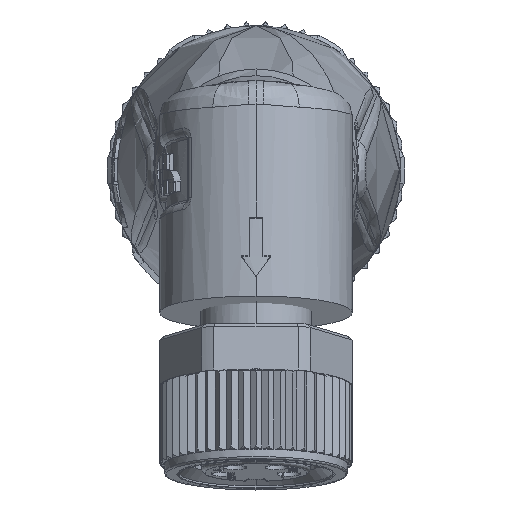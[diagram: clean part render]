
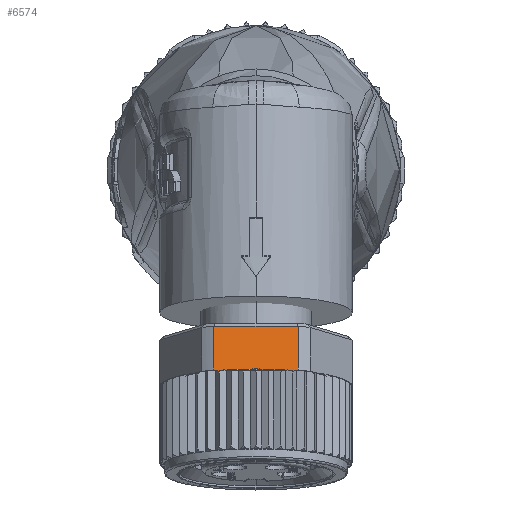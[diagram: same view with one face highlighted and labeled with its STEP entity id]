
A CAD part, front view. The second image highlights one B-rep face of the part: STEP entity #6574.
In plain terms, the highlighted planar face has unit normal (0, -0.985, 0.174).
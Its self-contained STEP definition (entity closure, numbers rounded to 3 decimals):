
#6574=ADVANCED_FACE('',(#14642),#14643,.F.);
#7432=EDGE_CURVE('',#15689,#15718,#15926,.T.);
#7440=EDGE_CURVE('',#15934,#15689,#15937,.T.);
#7448=EDGE_CURVE('',#15718,#15946,#15947,.T.);
#7988=EDGE_CURVE('',#15934,#16646,#16650,.T.);
#7996=EDGE_CURVE('',#16661,#16658,#16662,.T.);
#8000=EDGE_CURVE('',#16666,#16658,#16667,.T.);
#8004=EDGE_CURVE('',#16666,#16671,#16672,.T.);
#8032=EDGE_CURVE('',#16711,#16671,#16712,.T.);
#8060=EDGE_CURVE('',#16661,#16646,#16747,.T.);
#8062=EDGE_CURVE('',#16749,#16711,#16750,.T.);
#8064=EDGE_CURVE('',#16752,#16749,#16753,.T.);
#8066=EDGE_CURVE('',#16752,#16755,#16756,.T.);
#8068=EDGE_CURVE('',#16755,#16758,#16759,.T.);
#8070=EDGE_CURVE('',#15946,#16758,#16761,.T.);
#14642=FACE_OUTER_BOUND('',#66826,.T.);
#14643=PLANE('',#66827);
#15689=VERTEX_POINT('',#69004);
#15718=VERTEX_POINT('',#69063);
#15926=LINE('',#69504,#69505);
#15934=VERTEX_POINT('',#69517);
#15937=LINE('',#69521,#69522);
#15946=VERTEX_POINT('',#69537);
#15947=LINE('',#69538,#69539);
#16646=VERTEX_POINT('',#71367);
#16650=LINE('',#71373,#71374);
#16658=VERTEX_POINT('',#71395);
#16661=VERTEX_POINT('',#71399);
#16662=B_SPLINE_CURVE_WITH_KNOTS('',3,(#71400,#71401,#71402,#71403,#71404,#71405,#71406,#71407),.UNSPECIFIED.,.F.,.F.,(4,1,1,1,1,4),(0.0,0.2,0.4,0.6,0.8,1.0),.UNSPECIFIED.);
#16666=VERTEX_POINT('',#71420);
#16667=LINE('',#71421,#71422);
#16671=VERTEX_POINT('',#71429);
#16672=LINE('',#71430,#71431);
#16711=VERTEX_POINT('',#71552);
#16712=LINE('',#71553,#71554);
#16747=LINE('',#71631,#71632);
#16749=VERTEX_POINT('',#71635);
#16750=LINE('',#71636,#71637);
#16752=VERTEX_POINT('',#71640);
#16753=LINE('',#71641,#71642);
#16755=VERTEX_POINT('',#71645);
#16756=B_SPLINE_CURVE_WITH_KNOTS('',3,(#71646,#71647,#71648,#71649,#71650,#71651,#71652,#71653),.UNSPECIFIED.,.F.,.F.,(4,1,1,1,1,4),(0.0,0.2,0.4,0.6,0.8,1.0),.UNSPECIFIED.);
#16758=VERTEX_POINT('',#71656);
#16759=LINE('',#71657,#71658);
#16761=LINE('',#71661,#71662);
#66826=EDGE_LOOP('',(#98690,#98691,#98692,#98693,#98694,#98695,#98696,#98697,#98698,#98699,#98700,#98701,#98702,#98703));
#66827=AXIS2_PLACEMENT_3D('',#98704,#98705,#98706);
#69004=CARTESIAN_POINT('',(-2.179,-5.994,-8.086));
#69063=CARTESIAN_POINT('',(2.179,-5.994,-8.086));
#69504=CARTESIAN_POINT('',(-2.179,-5.994,-8.086));
#69505=VECTOR('',#101484,4.359);
#69517=CARTESIAN_POINT('',(-2.179,-6.393,-10.351));
#69521=CARTESIAN_POINT('',(-2.179,-6.393,-10.351));
#69522=VECTOR('',#101492,2.3);
#69537=CARTESIAN_POINT('',(2.179,-6.393,-10.351));
#69538=CARTESIAN_POINT('',(2.179,-5.994,-8.086));
#69539=VECTOR('',#101498,2.3);
#71367=CARTESIAN_POINT('',(-1.976,-6.393,-10.351));
#71373=CARTESIAN_POINT('',(-2.179,-6.393,-10.351));
#71374=VECTOR('',#101805,0.204);
#71395=CARTESIAN_POINT('',(-1.67,-6.393,-10.351));
#71399=CARTESIAN_POINT('',(-1.976,-6.4,-10.386));
#71400=CARTESIAN_POINT('',(-1.976,-6.4,-10.386));
#71401=CARTESIAN_POINT('',(-1.96,-6.399,-10.382));
#71402=CARTESIAN_POINT('',(-1.926,-6.398,-10.374));
#71403=CARTESIAN_POINT('',(-1.871,-6.396,-10.364));
#71404=CARTESIAN_POINT('',(-1.81,-6.395,-10.357));
#71405=CARTESIAN_POINT('',(-1.744,-6.394,-10.352));
#71406=CARTESIAN_POINT('',(-1.695,-6.393,-10.351));
#71407=CARTESIAN_POINT('',(-1.67,-6.393,-10.351));
#71420=CARTESIAN_POINT('',(-1.533,-6.393,-10.351));
#71421=CARTESIAN_POINT('',(-1.533,-6.393,-10.351));
#71422=VECTOR('',#101810,0.137);
#71429=CARTESIAN_POINT('',(-1.525,-6.393,-10.351));
#71430=CARTESIAN_POINT('',(-1.533,-6.393,-10.351));
#71431=VECTOR('',#101812,0.008);
#71552=CARTESIAN_POINT('',(1.525,-6.393,-10.351));
#71553=CARTESIAN_POINT('',(1.525,-6.393,-10.351));
#71554=VECTOR('',#101827,3.051);
#71631=CARTESIAN_POINT('',(-1.976,-6.4,-10.386));
#71632=VECTOR('',#101841,0.036);
#71635=CARTESIAN_POINT('',(1.533,-6.393,-10.351));
#71636=CARTESIAN_POINT('',(1.533,-6.393,-10.351));
#71637=VECTOR('',#101842,0.008);
#71640=CARTESIAN_POINT('',(1.67,-6.393,-10.351));
#71641=CARTESIAN_POINT('',(1.67,-6.393,-10.351));
#71642=VECTOR('',#101843,0.137);
#71645=CARTESIAN_POINT('',(1.976,-6.4,-10.386));
#71646=CARTESIAN_POINT('',(1.67,-6.393,-10.351));
#71647=CARTESIAN_POINT('',(1.695,-6.393,-10.351));
#71648=CARTESIAN_POINT('',(1.744,-6.394,-10.352));
#71649=CARTESIAN_POINT('',(1.81,-6.395,-10.357));
#71650=CARTESIAN_POINT('',(1.871,-6.396,-10.364));
#71651=CARTESIAN_POINT('',(1.926,-6.398,-10.374));
#71652=CARTESIAN_POINT('',(1.96,-6.399,-10.382));
#71653=CARTESIAN_POINT('',(1.976,-6.4,-10.386));
#71656=CARTESIAN_POINT('',(1.976,-6.393,-10.351));
#71657=CARTESIAN_POINT('',(1.976,-6.4,-10.386));
#71658=VECTOR('',#101844,0.036);
#71661=CARTESIAN_POINT('',(2.179,-6.393,-10.351));
#71662=VECTOR('',#101845,0.204);
#98690=ORIENTED_EDGE('',*,*,#7440,.F.);
#98691=ORIENTED_EDGE('',*,*,#7988,.T.);
#98692=ORIENTED_EDGE('',*,*,#8060,.F.);
#98693=ORIENTED_EDGE('',*,*,#7996,.T.);
#98694=ORIENTED_EDGE('',*,*,#8000,.F.);
#98695=ORIENTED_EDGE('',*,*,#8004,.T.);
#98696=ORIENTED_EDGE('',*,*,#8032,.F.);
#98697=ORIENTED_EDGE('',*,*,#8062,.F.);
#98698=ORIENTED_EDGE('',*,*,#8064,.F.);
#98699=ORIENTED_EDGE('',*,*,#8066,.T.);
#98700=ORIENTED_EDGE('',*,*,#8068,.T.);
#98701=ORIENTED_EDGE('',*,*,#8070,.F.);
#98702=ORIENTED_EDGE('',*,*,#7448,.F.);
#98703=ORIENTED_EDGE('',*,*,#7432,.F.);
#98704=CARTESIAN_POINT('',(2.179,-6.393,-10.351));
#98705=DIRECTION('',(0.0,0.985,-0.174));
#98706=DIRECTION('',(0.0,-0.174,-0.985));
#101484=DIRECTION('',(1.0,0.,0.));
#101492=DIRECTION('',(0.,0.174,0.985));
#101498=DIRECTION('',(0.,-0.174,-0.985));
#101805=DIRECTION('',(1.0,0.0,0.0));
#101810=DIRECTION('',(-1.0,0.0,0.0));
#101812=DIRECTION('',(1.0,0.0,0.0));
#101827=DIRECTION('',(-1.0,0.0,0.0));
#101841=DIRECTION('',(0.0,0.174,0.985));
#101842=DIRECTION('',(-1.0,0.0,0.0));
#101843=DIRECTION('',(-1.0,0.0,0.0));
#101844=DIRECTION('',(0.0,0.174,0.985));
#101845=DIRECTION('',(-1.0,0.0,0.0));
